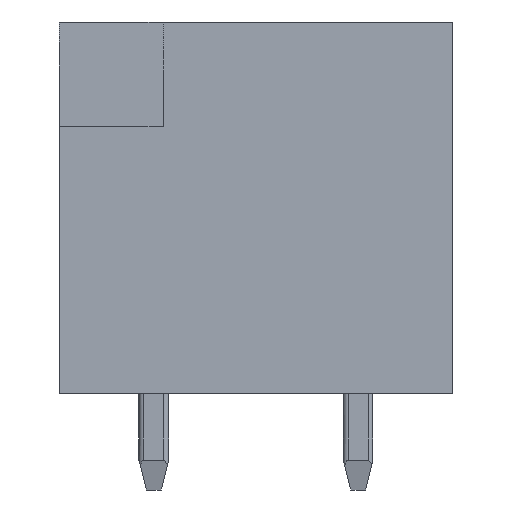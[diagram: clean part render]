
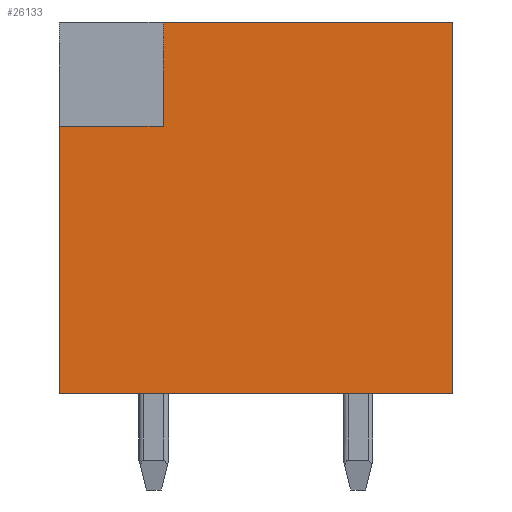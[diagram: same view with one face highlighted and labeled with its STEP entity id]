
A CAD part, left-side view. The second image highlights one B-rep face of the part: STEP entity #26133.
In plain terms, the highlighted planar face has unit normal (-1, 0, 0).
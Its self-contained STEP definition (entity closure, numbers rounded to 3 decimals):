
#9=DIRECTION('',(0.,1.,0.));
#10=VECTOR('',#9,10.6);
#11=CARTESIAN_POINT('',(-35.4,-5.3,-6.3));
#12=LINE('',#11,#10);
#1862=DIRECTION('',(0.,1.,0.));
#1863=VECTOR('',#1862,7.8);
#1864=CARTESIAN_POINT('',(-35.4,-5.3,3.7));
#1865=LINE('',#1864,#1863);
#10250=DIRECTION('',(0.,-1.,0.));
#10251=VECTOR('',#10250,2.8);
#10252=CARTESIAN_POINT('',(-35.4,5.3,0.9));
#10253=LINE('',#10252,#10251);
#10254=DIRECTION('',(0.,0.,-1.));
#10255=VECTOR('',#10254,2.8);
#10256=CARTESIAN_POINT('',(-35.4,2.5,3.7));
#10257=LINE('',#10256,#10255);
#10258=DIRECTION('',(0.,0.,-1.));
#10259=VECTOR('',#10258,10.);
#10260=CARTESIAN_POINT('',(-35.4,-5.3,3.7));
#10261=LINE('',#10260,#10259);
#10266=DIRECTION('',(0.,0.,-1.));
#10267=VECTOR('',#10266,7.2);
#10268=CARTESIAN_POINT('',(-35.4,5.3,0.9));
#10269=LINE('',#10268,#10267);
#12961=CARTESIAN_POINT('',(-35.4,-5.3,-6.3));
#12962=CARTESIAN_POINT('',(-35.4,5.3,-6.3));
#12963=VERTEX_POINT('',#12961);
#12964=VERTEX_POINT('',#12962);
#12965=CARTESIAN_POINT('',(-35.4,-5.3,3.7));
#12966=VERTEX_POINT('',#12965);
#13001=CARTESIAN_POINT('',(-35.4,2.5,0.9));
#13002=VERTEX_POINT('',#13001);
#13005=CARTESIAN_POINT('',(-35.4,5.3,0.9));
#13006=VERTEX_POINT('',#13005);
#13009=CARTESIAN_POINT('',(-35.4,2.5,3.7));
#13010=VERTEX_POINT('',#13009);
#26119=CARTESIAN_POINT('',(-35.4,-5.3,3.7));
#26120=DIRECTION('',(1.,0.,0.));
#26121=DIRECTION('',(0.,1.,0.));
#26122=AXIS2_PLACEMENT_3D('',#26119,#26120,#26121);
#26123=PLANE('',#26122);
#26124=ORIENTED_EDGE('',*,*,#26099,.T.);
#26125=ORIENTED_EDGE('',*,*,#26114,.F.);
#26126=ORIENTED_EDGE('',*,*,#14558,.F.);
#26127=ORIENTED_EDGE('',*,*,#13018,.T.);
#26128=ORIENTED_EDGE('',*,*,#13034,.T.);
#26130=ORIENTED_EDGE('',*,*,#26129,.F.);
#26131=EDGE_LOOP('',(#26124,#26125,#26126,#26127,#26128,#26130));
#26132=FACE_OUTER_BOUND('',#26131,.F.);
#26133=ADVANCED_FACE('',(#26132),#26123,.F.);
#13018=EDGE_CURVE('',#12966,#12963,#10261,.T.);
#13034=EDGE_CURVE('',#12963,#12964,#12,.T.);
#14558=EDGE_CURVE('',#12966,#13010,#1865,.T.);
#26099=EDGE_CURVE('',#13006,#13002,#10253,.T.);
#26114=EDGE_CURVE('',#13010,#13002,#10257,.T.);
#26129=EDGE_CURVE('',#13006,#12964,#10269,.T.);
